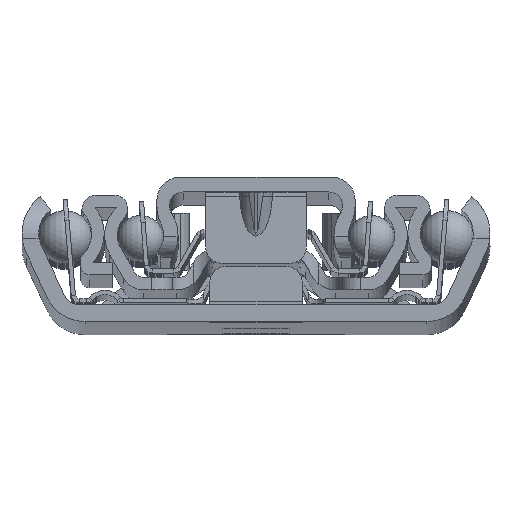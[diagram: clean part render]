
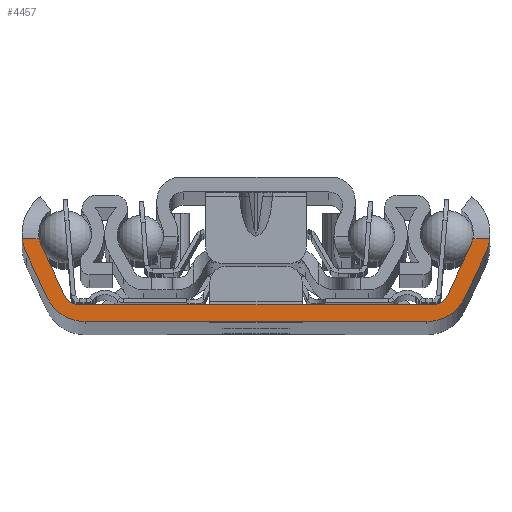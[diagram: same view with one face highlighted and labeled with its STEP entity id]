
A CAD part, top view. The second image highlights one B-rep face of the part: STEP entity #4457.
In plain terms, the highlighted planar face has unit normal (0, 0, 1).
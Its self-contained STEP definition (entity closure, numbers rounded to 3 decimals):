
#36=DIRECTION('',(1.,0.,0.));
#37=VECTOR('',#36,2.009);
#38=CARTESIAN_POINT('',(-27.867,9.9,0.));
#39=LINE('',#38,#37);
#40=CARTESIAN_POINT('',(-22.41,10.5,0.));
#41=DIRECTION('',(0.,0.,-1.));
#42=DIRECTION('',(-0.906,-0.423,0.));
#43=AXIS2_PLACEMENT_3D('',#40,#41,#42);
#45=DIRECTION('',(-0.423,0.906,0.));
#46=VECTOR('',#45,6.472);
#47=CARTESIAN_POINT('',(-22.847,3.155,0.));
#48=LINE('',#47,#46);
#49=CARTESIAN_POINT('',(-21.034,4.,0.));
#50=DIRECTION('',(0.,0.,-1.));
#51=DIRECTION('',(0.,-1.,0.));
#52=AXIS2_PLACEMENT_3D('',#49,#50,#51);
#54=DIRECTION('',(-1.,0.,0.));
#55=VECTOR('',#54,42.068);
#56=CARTESIAN_POINT('',(21.034,2.,0.));
#57=LINE('',#56,#55);
#58=CARTESIAN_POINT('',(21.034,4.,0.));
#59=DIRECTION('',(0.,0.,-1.));
#60=DIRECTION('',(0.906,-0.423,0.));
#61=AXIS2_PLACEMENT_3D('',#58,#59,#60);
#63=DIRECTION('',(-0.423,-0.906,0.));
#64=VECTOR('',#63,6.472);
#65=CARTESIAN_POINT('',(25.582,9.021,0.));
#66=LINE('',#65,#64);
#67=CARTESIAN_POINT('',(22.41,10.5,0.));
#68=DIRECTION('',(0.,0.,-1.));
#69=DIRECTION('',(0.985,-0.171,0.));
#70=AXIS2_PLACEMENT_3D('',#67,#68,#69);
#72=DIRECTION('',(1.,0.,0.));
#73=VECTOR('',#72,2.009);
#74=CARTESIAN_POINT('',(25.858,9.9,0.));
#75=LINE('',#74,#73);
#76=CARTESIAN_POINT('',(22.41,10.5,0.));
#77=DIRECTION('',(0.,0.,1.));
#78=DIRECTION('',(0.906,-0.423,0.));
#79=AXIS2_PLACEMENT_3D('',#76,#77,#78);
#81=DIRECTION('',(0.423,0.906,0.));
#82=VECTOR('',#81,5.84);
#83=CARTESIAN_POINT('',(24.918,2.887,0.));
#84=LINE('',#83,#82);
#85=CARTESIAN_POINT('',(20.386,5.,0.));
#86=DIRECTION('',(0.,0.,1.));
#87=DIRECTION('',(0.,-1.,0.));
#88=AXIS2_PLACEMENT_3D('',#85,#86,#87);
#90=DIRECTION('',(1.,0.,0.));
#91=VECTOR('',#90,40.772);
#92=CARTESIAN_POINT('',(-20.386,0.,0.));
#93=LINE('',#92,#91);
#94=CARTESIAN_POINT('',(-20.386,5.,0.));
#95=DIRECTION('',(0.,0.,1.));
#96=DIRECTION('',(-0.906,-0.423,0.));
#97=AXIS2_PLACEMENT_3D('',#94,#95,#96);
#99=DIRECTION('',(0.423,-0.906,0.));
#100=VECTOR('',#99,5.84);
#101=CARTESIAN_POINT('',(-27.386,8.18,0.));
#102=LINE('',#101,#100);
#103=CARTESIAN_POINT('',(-22.41,10.5,0.));
#104=DIRECTION('',(0.,0.,1.));
#105=DIRECTION('',(-0.994,-0.109,0.));
#106=AXIS2_PLACEMENT_3D('',#103,#104,#105);
#3705=CARTESIAN_POINT('',(-21.034,2.,0.));
#3706=CARTESIAN_POINT('',(-22.847,3.155,0.));
#3707=VERTEX_POINT('',#3705);
#3708=VERTEX_POINT('',#3706);
#3709=CARTESIAN_POINT('',(-25.582,9.021,0.));
#3710=VERTEX_POINT('',#3709);
#3711=CARTESIAN_POINT('',(-27.386,8.18,0.));
#3712=CARTESIAN_POINT('',(-24.918,2.887,0.));
#3713=VERTEX_POINT('',#3711);
#3714=VERTEX_POINT('',#3712);
#3715=CARTESIAN_POINT('',(-20.386,0.,0.));
#3716=VERTEX_POINT('',#3715);
#3717=CARTESIAN_POINT('',(20.386,0.,0.));
#3718=VERTEX_POINT('',#3717);
#3719=CARTESIAN_POINT('',(24.918,2.887,0.));
#3720=VERTEX_POINT('',#3719);
#3721=CARTESIAN_POINT('',(27.386,8.18,0.));
#3722=VERTEX_POINT('',#3721);
#3723=CARTESIAN_POINT('',(25.582,9.021,0.));
#3724=CARTESIAN_POINT('',(22.847,3.155,0.));
#3725=VERTEX_POINT('',#3723);
#3726=VERTEX_POINT('',#3724);
#3727=CARTESIAN_POINT('',(21.034,2.,0.));
#3728=VERTEX_POINT('',#3727);
#3809=CARTESIAN_POINT('',(-27.867,9.9,0.));
#3810=CARTESIAN_POINT('',(-25.858,9.9,0.));
#3811=VERTEX_POINT('',#3809);
#3812=VERTEX_POINT('',#3810);
#3813=CARTESIAN_POINT('',(25.858,9.9,0.));
#3814=CARTESIAN_POINT('',(27.867,9.9,0.));
#3815=VERTEX_POINT('',#3813);
#3816=VERTEX_POINT('',#3814);
#4418=CARTESIAN_POINT('',(0.,0.,0.));
#4419=DIRECTION('',(0.,0.,1.));
#4420=DIRECTION('',(1.,0.,0.));
#4421=AXIS2_PLACEMENT_3D('',#4418,#4419,#4420);
#4422=PLANE('',#4421);
#4424=ORIENTED_EDGE('',*,*,#4423,.T.);
#4426=ORIENTED_EDGE('',*,*,#4425,.F.);
#4428=ORIENTED_EDGE('',*,*,#4427,.F.);
#4430=ORIENTED_EDGE('',*,*,#4429,.F.);
#4432=ORIENTED_EDGE('',*,*,#4431,.F.);
#4434=ORIENTED_EDGE('',*,*,#4433,.F.);
#4436=ORIENTED_EDGE('',*,*,#4435,.F.);
#4438=ORIENTED_EDGE('',*,*,#4437,.F.);
#4440=ORIENTED_EDGE('',*,*,#4439,.T.);
#4442=ORIENTED_EDGE('',*,*,#4441,.F.);
#4444=ORIENTED_EDGE('',*,*,#4443,.F.);
#4446=ORIENTED_EDGE('',*,*,#4445,.F.);
#4448=ORIENTED_EDGE('',*,*,#4447,.F.);
#4450=ORIENTED_EDGE('',*,*,#4449,.F.);
#4452=ORIENTED_EDGE('',*,*,#4451,.F.);
#4454=ORIENTED_EDGE('',*,*,#4453,.F.);
#4455=EDGE_LOOP('',(#4424,#4426,#4428,#4430,#4432,#4434,#4436,#4438,#4440,#4442,
#4444,#4446,#4448,#4450,#4452,#4454));
#4456=FACE_OUTER_BOUND('',#4455,.F.);
#4457=ADVANCED_FACE('',(#4456),#4422,.T.);
#44=CIRCLE('',#43,3.5);
#53=CIRCLE('',#52,2.);
#62=CIRCLE('',#61,2.);
#71=CIRCLE('',#70,3.5);
#80=CIRCLE('',#79,5.49);
#89=CIRCLE('',#88,5.);
#98=CIRCLE('',#97,5.);
#107=CIRCLE('',#106,5.49);
#4423=EDGE_CURVE('',#3811,#3812,#39,.T.);
#4425=EDGE_CURVE('',#3710,#3812,#44,.T.);
#4427=EDGE_CURVE('',#3708,#3710,#48,.T.);
#4429=EDGE_CURVE('',#3707,#3708,#53,.T.);
#4431=EDGE_CURVE('',#3728,#3707,#57,.T.);
#4433=EDGE_CURVE('',#3726,#3728,#62,.T.);
#4435=EDGE_CURVE('',#3725,#3726,#66,.T.);
#4437=EDGE_CURVE('',#3815,#3725,#71,.T.);
#4439=EDGE_CURVE('',#3815,#3816,#75,.T.);
#4441=EDGE_CURVE('',#3722,#3816,#80,.T.);
#4443=EDGE_CURVE('',#3720,#3722,#84,.T.);
#4445=EDGE_CURVE('',#3718,#3720,#89,.T.);
#4447=EDGE_CURVE('',#3716,#3718,#93,.T.);
#4449=EDGE_CURVE('',#3714,#3716,#98,.T.);
#4451=EDGE_CURVE('',#3713,#3714,#102,.T.);
#4453=EDGE_CURVE('',#3811,#3713,#107,.T.);
